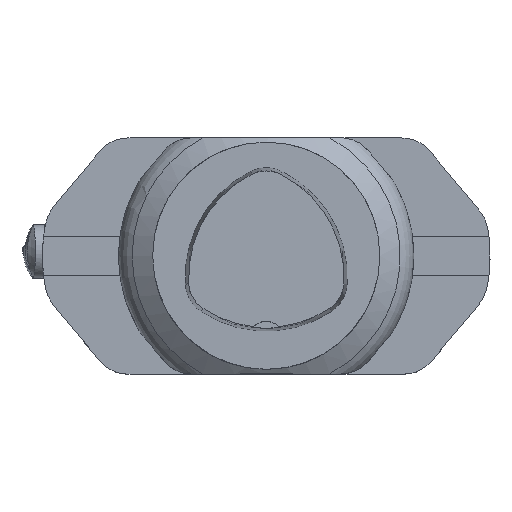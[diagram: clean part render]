
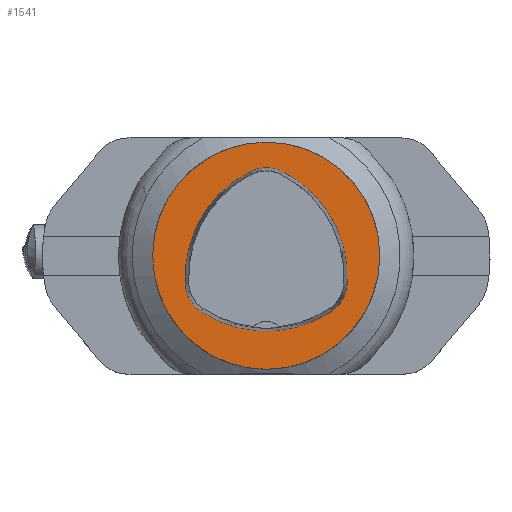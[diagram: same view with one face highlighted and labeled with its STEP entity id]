
A CAD part, top view. The second image highlights one B-rep face of the part: STEP entity #1541.
In plain terms, the highlighted planar face has unit normal (0, 0, 1).
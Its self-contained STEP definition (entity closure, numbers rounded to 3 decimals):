
#1181=PLANE('',#9344);
#1541=ADVANCED_FACE('',(#2402,#2403),#1181,.T.);
#2096=CIRCLE('',#9331,50.);
#2098=CIRCLE('',#9338,15.5);
#2099=CIRCLE('',#9339,52.);
#2100=CIRCLE('',#9340,15.5);
#2101=CIRCLE('',#9341,52.);
#2102=CIRCLE('',#9342,15.5);
#2103=CIRCLE('',#9343,52.);
#2402=FACE_BOUND('',#2550,.T.);
#2403=FACE_BOUND('',#2551,.T.);
#2550=EDGE_LOOP('',(#3158));
#2551=EDGE_LOOP('',(#3159,#3160,#3161,#3162,#3163,#3164));
#3158=ORIENTED_EDGE('',*,*,#6425,.F.);
#3159=ORIENTED_EDGE('',*,*,#6435,.T.);
#3160=ORIENTED_EDGE('',*,*,#6436,.T.);
#3161=ORIENTED_EDGE('',*,*,#6437,.T.);
#3162=ORIENTED_EDGE('',*,*,#6438,.T.);
#3163=ORIENTED_EDGE('',*,*,#6439,.T.);
#3164=ORIENTED_EDGE('',*,*,#6440,.T.);
#5596=VERTEX_POINT('',#12648);
#5606=VERTEX_POINT('',#12669);
#5607=VERTEX_POINT('',#12670);
#5608=VERTEX_POINT('',#12672);
#5609=VERTEX_POINT('',#12674);
#5610=VERTEX_POINT('',#12676);
#5611=VERTEX_POINT('',#12678);
#6425=EDGE_CURVE('',#5596,#5596,#2096,.T.);
#6435=EDGE_CURVE('',#5606,#5607,#2098,.T.);
#6436=EDGE_CURVE('',#5607,#5608,#2099,.T.);
#6437=EDGE_CURVE('',#5608,#5609,#2100,.T.);
#6438=EDGE_CURVE('',#5609,#5610,#2101,.T.);
#6439=EDGE_CURVE('',#5610,#5611,#2102,.T.);
#6440=EDGE_CURVE('',#5611,#5606,#2103,.T.);
#9331=AXIS2_PLACEMENT_3D('',#12647,#10160,#10161);
#9338=AXIS2_PLACEMENT_3D('',#12668,#10178,#10179);
#9339=AXIS2_PLACEMENT_3D('',#12671,#10180,#10181);
#9340=AXIS2_PLACEMENT_3D('',#12673,#10182,#10183);
#9341=AXIS2_PLACEMENT_3D('',#12675,#10184,#10185);
#9342=AXIS2_PLACEMENT_3D('',#12677,#10186,#10187);
#9343=AXIS2_PLACEMENT_3D('',#12679,#10188,#10189);
#9344=AXIS2_PLACEMENT_3D('',#12680,#10190,#10191);
#10160=DIRECTION('',(0.,0.,-1.));
#10161=DIRECTION('',(-1.,0.,0.));
#10178=DIRECTION('',(0.,0.,-1.));
#10179=DIRECTION('',(-0.5,0.866,0.));
#10180=DIRECTION('',(0.,0.,-1.));
#10181=DIRECTION('',(-0.5,0.866,0.));
#10182=DIRECTION('',(0.,0.,-1.));
#10183=DIRECTION('',(-0.5,0.866,0.));
#10184=DIRECTION('',(0.,0.,-1.));
#10185=DIRECTION('',(-0.5,0.866,0.));
#10186=DIRECTION('',(0.,0.,-1.));
#10187=DIRECTION('',(-0.5,0.866,0.));
#10188=DIRECTION('',(0.,0.,-1.));
#10189=DIRECTION('',(-0.5,0.866,0.));
#10190=DIRECTION('',(0.,0.,1.));
#10191=DIRECTION('',(-1.,0.,0.));
#12647=CARTESIAN_POINT('',(0.,0.,0.));
#12648=CARTESIAN_POINT('',(-50.,0.,0.));
#12668=CARTESIAN_POINT('',(20.135,-11.625,0.));
#12669=CARTESIAN_POINT('',(35.607,-12.566,0.));
#12670=CARTESIAN_POINT('',(28.686,-24.553,0.));
#12671=CARTESIAN_POINT('',(0.,18.819,0.));
#12672=CARTESIAN_POINT('',(-28.686,-24.553,0.));
#12673=CARTESIAN_POINT('',(-20.135,-11.625,0.));
#12674=CARTESIAN_POINT('',(-35.607,-12.566,0.));
#12675=CARTESIAN_POINT('',(16.298,-9.409,0.));
#12676=CARTESIAN_POINT('',(-6.921,37.119,0.));
#12677=CARTESIAN_POINT('',(0.,23.25,0.));
#12678=CARTESIAN_POINT('',(6.921,37.119,0.));
#12679=CARTESIAN_POINT('',(-16.298,-9.409,0.));
#12680=CARTESIAN_POINT('',(0.,0.,0.));
